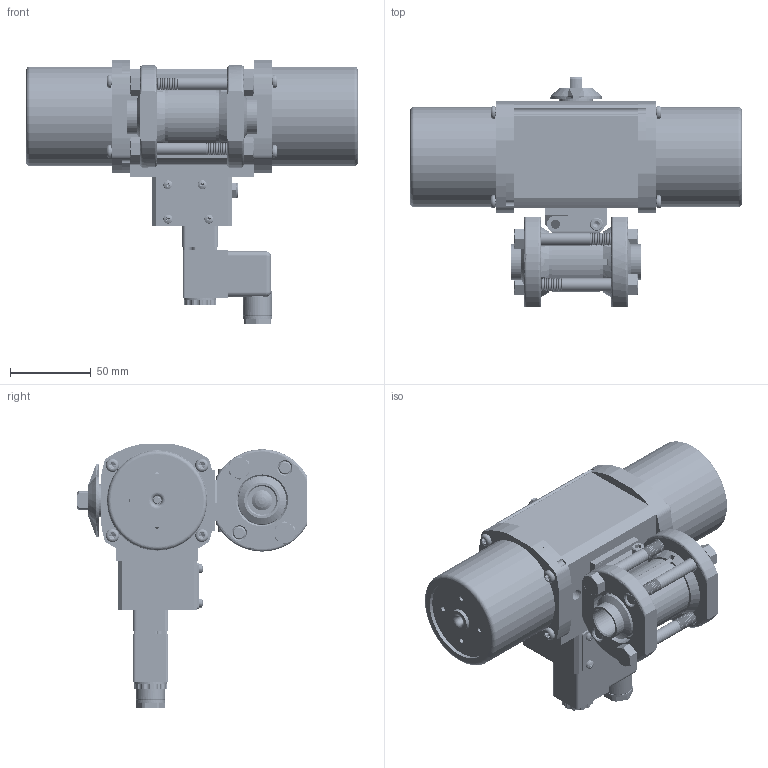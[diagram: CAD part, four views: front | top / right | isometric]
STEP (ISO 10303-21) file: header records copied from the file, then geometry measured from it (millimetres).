
FILE_DESCRIPTION (( 'STEP AP203' ), '1' );
FILE_NAME ('27XXSWFA512SR3GPDS.step', '2018-06-12T18:24:21', ( '' ), ( '' ), 'SwSTEP 2.0', 'SolidWorks 2017', '' );
FILE_SCHEMA (( 'CONFIG_CONTROL_DESIGN' ));
Products named in the file (1): 27XXSWFA512SR3GPDS
Bounding box: 206.12 x 142.33 x 163.68 mm (x, y, z)
Volume: 654907.9 mm3; surface area: 285584.2 mm2
Topology: 64 solids, 64 shells, 5784 faces, 15448 edges, 9862 vertices
Faces by surface type: cylinder 2858, cone 1798, plane 798, torus 211, bspline 105, sphere 14
Entity records: 219391 total; most frequent: CARTESIAN_POINT 78770, ORIENTED_EDGE 30604, DIRECTION 29853, EDGE_CURVE 15302, AXIS2_PLACEMENT_3D 12142, VERTEX_POINT 9858, CIRCLE 6462, EDGE_LOOP 6230
